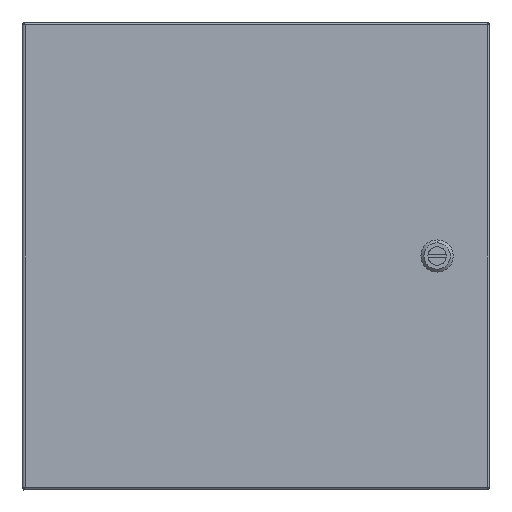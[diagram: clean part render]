
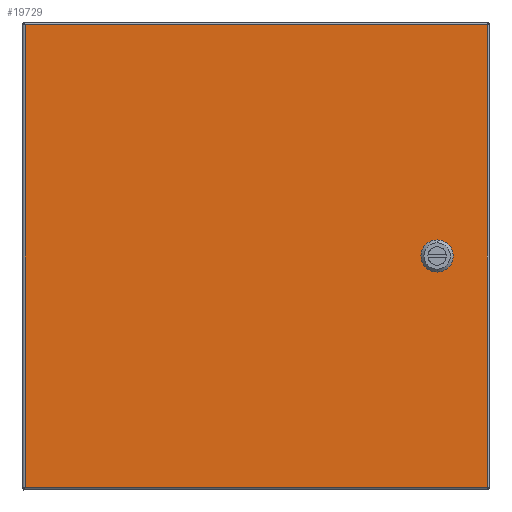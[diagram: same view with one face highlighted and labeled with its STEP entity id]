
A CAD part, front view. The second image highlights one B-rep face of the part: STEP entity #19729.
In plain terms, the highlighted planar face has unit normal (0, -1, 0).
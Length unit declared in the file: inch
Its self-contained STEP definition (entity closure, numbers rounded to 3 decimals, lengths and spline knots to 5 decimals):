
#649 = CARTESIAN_POINT ( 'NONE',  ( 5.7955, -8.822, -0.231 ) ) ;
#787 = ORIENTED_EDGE ( 'NONE', *, *, #18676, .T. ) ;
#893 = ORIENTED_EDGE ( 'NONE', *, *, #1181, .T. ) ;
#898 = CARTESIAN_POINT ( 'NONE',  ( 6.422, -8.822, 0.3955 ) ) ;
#1014 = VERTEX_POINT ( 'NONE', #4526 ) ;
#1045 = CARTESIAN_POINT ( 'NONE',  ( -7.896, -8.822, -7.8985 ) ) ;
#1155 = DIRECTION ( 'NONE',  ( 0., 0., -1. ) ) ;
#1181 = EDGE_CURVE ( 'NONE', #21814, #8772, #13737, .T. ) ;
#1661 = CARTESIAN_POINT ( 'NONE',  ( 7.901, -8.822, -7.8985 ) ) ;
#1817 = CARTESIAN_POINT ( 'NONE',  ( 7.901, -8.822, -7.8985 ) ) ;
#2277 = PLANE ( 'NONE',  #16821 ) ;
#2384 = FACE_BOUND ( 'NONE', #5816, .T. ) ;
#2539 = ORIENTED_EDGE ( 'NONE', *, *, #13008, .T. ) ;
#2601 = EDGE_CURVE ( 'NONE', #21875, #3023, #16272, .T. ) ;
#3023 = VERTEX_POINT ( 'NONE', #1661 ) ;
#3050 = VECTOR ( 'NONE', #21610, 39.37008 ) ;
#3606 = VECTOR ( 'NONE', #15196, 39.37008 ) ;
#3829 = EDGE_CURVE ( 'NONE', #21291, #21814, #21942, .T. ) ;
#3916 = VERTEX_POINT ( 'NONE', #4914 ) ;
#4081 = VECTOR ( 'NONE', #15373, 39.37008 ) ;
#4179 = VECTOR ( 'NONE', #20514, 39.37008 ) ;
#4297 = VECTOR ( 'NONE', #10473, 39.37008 ) ;
#4317 = DIRECTION ( 'NONE',  ( 0.707, 0., -0.707 ) ) ;
#4526 = CARTESIAN_POINT ( 'NONE',  ( 5.96, -8.822, -0.3955 ) ) ;
#4568 = ORIENTED_EDGE ( 'NONE', *, *, #2601, .T. ) ;
#4647 = EDGE_CURVE ( 'NONE', #6692, #7069, #18313, .T. ) ;
#4731 = ORIENTED_EDGE ( 'NONE', *, *, #4647, .T. ) ;
#4914 = CARTESIAN_POINT ( 'NONE',  ( 7.901, -8.822, 7.8985 ) ) ;
#5716 = CARTESIAN_POINT ( 'NONE',  ( -7.896, -8.822, -7.8985 ) ) ;
#5755 = VECTOR ( 'NONE', #1155, 39.37008 ) ;
#5773 = CARTESIAN_POINT ( 'NONE',  ( 6.422, -8.822, 0.3955 ) ) ;
#5816 = EDGE_LOOP ( 'NONE', ( #4731, #15383, #21494, #21067, #16934, #893, #8462, #787 ) ) ;
#5902 = LINE ( 'NONE', #898, #21243 ) ;
#6269 = LINE ( 'NONE', #19825, #5755 ) ;
#6332 = EDGE_LOOP ( 'NONE', ( #6630, #2539, #8216, #4568 ) ) ;
#6630 = ORIENTED_EDGE ( 'NONE', *, *, #7456, .T. ) ;
#6692 = VERTEX_POINT ( 'NONE', #649 ) ;
#6743 = CARTESIAN_POINT ( 'NONE',  ( 5.7955, -8.822, 0.231 ) ) ;
#6762 = CARTESIAN_POINT ( 'NONE',  ( 6.5865, -8.822, -0.231 ) ) ;
#6988 = EDGE_CURVE ( 'NONE', #7069, #8921, #20399, .T. ) ;
#7069 = VERTEX_POINT ( 'NONE', #6743 ) ;
#7456 = EDGE_CURVE ( 'NONE', #3023, #3916, #10268, .T. ) ;
#8216 = ORIENTED_EDGE ( 'NONE', *, *, #17491, .T. ) ;
#8462 = ORIENTED_EDGE ( 'NONE', *, *, #15474, .T. ) ;
#8625 = CARTESIAN_POINT ( 'NONE',  ( 5.96, -8.822, 0.3955 ) ) ;
#8641 = VECTOR ( 'NONE', #4317, 39.37008 ) ;
#8772 = VERTEX_POINT ( 'NONE', #18461 ) ;
#8921 = VERTEX_POINT ( 'NONE', #12928 ) ;
#8942 = CARTESIAN_POINT ( 'NONE',  ( 5.7955, -8.822, -0.231 ) ) ;
#9874 = CARTESIAN_POINT ( 'NONE',  ( 5.7955, -8.822, 0.231 ) ) ;
#10268 = LINE ( 'NONE', #1817, #4081 ) ;
#10349 = DIRECTION ( 'NONE',  ( -1., 0., 0. ) ) ;
#10473 = DIRECTION ( 'NONE',  ( 0., 0., -1. ) ) ;
#10741 = VECTOR ( 'NONE', #10349, 39.37008 ) ;
#10836 = FACE_OUTER_BOUND ( 'NONE', #6332, .T. ) ;
#11811 = CARTESIAN_POINT ( 'NONE',  ( 6.5865, -8.822, -0.231 ) ) ;
#11985 = DIRECTION ( 'NONE',  ( -1., 0., 0. ) ) ;
#12017 = LINE ( 'NONE', #18793, #10741 ) ;
#12672 = DIRECTION ( 'NONE',  ( 1., 0., 0. ) ) ;
#12828 = EDGE_CURVE ( 'NONE', #8921, #19217, #5902, .T. ) ;
#12928 = CARTESIAN_POINT ( 'NONE',  ( 5.96, -8.822, 0.3955 ) ) ;
#13008 = EDGE_CURVE ( 'NONE', #3916, #14586, #22005, .T. ) ;
#13737 = LINE ( 'NONE', #20195, #4179 ) ;
#14054 = LINE ( 'NONE', #8942, #21075 ) ;
#14438 = LINE ( 'NONE', #5773, #8641 ) ;
#14586 = VERTEX_POINT ( 'NONE', #16130 ) ;
#14976 = CARTESIAN_POINT ( 'NONE',  ( 6.422, -8.822, 0.3955 ) ) ;
#15196 = DIRECTION ( 'NONE',  ( 0., 0., 1. ) ) ;
#15319 = CARTESIAN_POINT ( 'NONE',  ( -7.896, -8.822, 7.8985 ) ) ;
#15373 = DIRECTION ( 'NONE',  ( 0., 0., 1. ) ) ;
#15383 = ORIENTED_EDGE ( 'NONE', *, *, #6988, .T. ) ;
#15474 = EDGE_CURVE ( 'NONE', #8772, #1014, #12017, .T. ) ;
#15612 = DIRECTION ( 'NONE',  ( 0.707, 0., 0.707 ) ) ;
#16130 = CARTESIAN_POINT ( 'NONE',  ( -7.896, -8.822, 7.8985 ) ) ;
#16133 = VECTOR ( 'NONE', #15612, 39.37008 ) ;
#16272 = LINE ( 'NONE', #1045, #3050 ) ;
#16821 = AXIS2_PLACEMENT_3D ( 'NONE', #5716, #19052, #20729 ) ;
#16934 = ORIENTED_EDGE ( 'NONE', *, *, #3829, .T. ) ;
#17491 = EDGE_CURVE ( 'NONE', #14586, #21875, #6269, .T. ) ;
#18124 = CARTESIAN_POINT ( 'NONE',  ( 6.5865, -8.822, 0.231 ) ) ;
#18313 = LINE ( 'NONE', #9874, #3606 ) ;
#18461 = CARTESIAN_POINT ( 'NONE',  ( 6.422, -8.822, -0.3955 ) ) ;
#18676 = EDGE_CURVE ( 'NONE', #1014, #6692, #14054, .T. ) ;
#18793 = CARTESIAN_POINT ( 'NONE',  ( 5.96, -8.822, -0.3955 ) ) ;
#19052 = DIRECTION ( 'NONE',  ( 0., -1., 0. ) ) ;
#19055 = EDGE_CURVE ( 'NONE', #19217, #21291, #14438, .T. ) ;
#19164 = DIRECTION ( 'NONE',  ( -0.707, 0., 0.707 ) ) ;
#19217 = VERTEX_POINT ( 'NONE', #14976 ) ;
#19729 = ADVANCED_FACE ( 'NONE', ( #10836, #2384 ), #2277, .T. ) ;
#19825 = CARTESIAN_POINT ( 'NONE',  ( -7.896, -8.822, -7.8985 ) ) ;
#20195 = CARTESIAN_POINT ( 'NONE',  ( 6.5865, -8.822, -0.231 ) ) ;
#20399 = LINE ( 'NONE', #8625, #16133 ) ;
#20514 = DIRECTION ( 'NONE',  ( -0.707, 0., -0.707 ) ) ;
#20643 = CARTESIAN_POINT ( 'NONE',  ( -7.896, -8.822, -7.8985 ) ) ;
#20729 = DIRECTION ( 'NONE',  ( 0., 0., -1. ) ) ;
#21067 = ORIENTED_EDGE ( 'NONE', *, *, #19055, .T. ) ;
#21075 = VECTOR ( 'NONE', #19164, 39.37008 ) ;
#21243 = VECTOR ( 'NONE', #12672, 39.37008 ) ;
#21291 = VERTEX_POINT ( 'NONE', #18124 ) ;
#21494 = ORIENTED_EDGE ( 'NONE', *, *, #12828, .T. ) ;
#21610 = DIRECTION ( 'NONE',  ( 1., 0., 0. ) ) ;
#21814 = VERTEX_POINT ( 'NONE', #6762 ) ;
#21875 = VERTEX_POINT ( 'NONE', #20643 ) ;
#21942 = LINE ( 'NONE', #11811, #4297 ) ;
#21966 = VECTOR ( 'NONE', #11985, 39.37008 ) ;
#22005 = LINE ( 'NONE', #15319, #21966 ) ;
